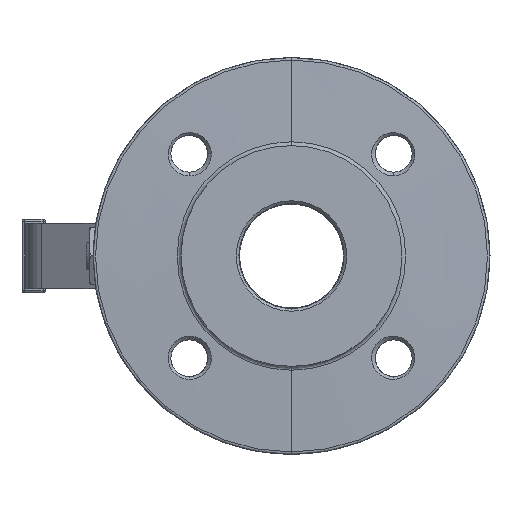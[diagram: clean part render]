
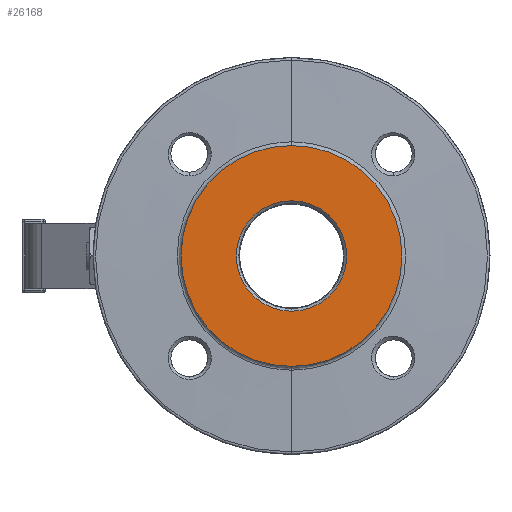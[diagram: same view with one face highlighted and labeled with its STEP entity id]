
A CAD part, left-side view. The second image highlights one B-rep face of the part: STEP entity #26168.
In plain terms, the highlighted planar face has unit normal (-1, 0, 0).
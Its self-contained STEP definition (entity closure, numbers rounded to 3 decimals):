
#26008 = EDGE_CURVE ( 'NONE', #26027, #26024, #32173, .T. ) ;
#26024 = VERTEX_POINT ( 'NONE', #32219 ) ;
#26026 = EDGE_CURVE ( 'NONE', #26024, #26027, #32218, .T. ) ;
#26027 = VERTEX_POINT ( 'NONE', #32213 ) ;
#26150 = ORIENTED_EDGE ( 'NONE', *, *, #26026, .F. ) ;
#26151 = ORIENTED_EDGE ( 'NONE', *, *, #26008, .F. ) ;
#26168 = ADVANCED_FACE ( 'NONE', ( #33958, #33957 ), #33461, .F. ) ;
#26169 = EDGE_LOOP ( 'NONE', ( #26170, #26174 ) ) ;
#26170 = ORIENTED_EDGE ( 'NONE', *, *, #26171, .F. ) ;
#26171 = EDGE_CURVE ( 'NONE', #26172, #26173, #33535, .T. ) ;
#26172 = VERTEX_POINT ( 'NONE', #33530 ) ;
#26173 = VERTEX_POINT ( 'NONE', #33529 ) ;
#26174 = ORIENTED_EDGE ( 'NONE', *, *, #26175, .F. ) ;
#26175 = EDGE_CURVE ( 'NONE', #26173, #26172, #33527, .T. ) ;
#26176 = EDGE_LOOP ( 'NONE', ( #26150, #26151 ) ) ;
#32167 = DIRECTION ( 'NONE',  ( 0., 0., 1. ) ) ;
#32168 = DIRECTION ( 'NONE',  ( 1., 0., 0. ) ) ;
#32170 = CARTESIAN_POINT ( 'NONE',  ( -91., 0., 0. ) ) ;
#32171 = AXIS2_PLACEMENT_3D ( 'NONE', #32170, #32168, #32167 ) ;
#32173 = CIRCLE ( 'NONE', #32171, 42. ) ;
#32213 = CARTESIAN_POINT ( 'NONE',  ( -91., 0., 42. ) ) ;
#32214 = DIRECTION ( 'NONE',  ( 0., 0., 1. ) ) ;
#32215 = DIRECTION ( 'NONE',  ( 1., 0., 0. ) ) ;
#32216 = CARTESIAN_POINT ( 'NONE',  ( -91., 0., 0. ) ) ;
#32217 = AXIS2_PLACEMENT_3D ( 'NONE', #32216, #32215, #32214 ) ;
#32218 = CIRCLE ( 'NONE', #32217, 42. ) ;
#32219 = CARTESIAN_POINT ( 'NONE',  ( -91., 0., -42. ) ) ;
#33461 = PLANE ( 'NONE',  #33465 ) ;
#33463 = DIRECTION ( 'NONE',  ( 1., 0., 0. ) ) ;
#33465 = AXIS2_PLACEMENT_3D ( 'NONE', #33488, #33463, #33539 ) ;
#33488 = CARTESIAN_POINT ( 'NONE',  ( -91., -42.504, 42.504 ) ) ;
#33521 = DIRECTION ( 'NONE',  ( 0., 0., 1. ) ) ;
#33523 = DIRECTION ( 'NONE',  ( -1., 0., 0. ) ) ;
#33525 = CARTESIAN_POINT ( 'NONE',  ( -91., 0., 0. ) ) ;
#33526 = AXIS2_PLACEMENT_3D ( 'NONE', #33525, #33523, #33521 ) ;
#33527 = CIRCLE ( 'NONE', #33526, 21. ) ;
#33529 = CARTESIAN_POINT ( 'NONE',  ( -91., 0., -21. ) ) ;
#33530 = CARTESIAN_POINT ( 'NONE',  ( -91., 0., 21. ) ) ;
#33531 = DIRECTION ( 'NONE',  ( 0., 0., 1. ) ) ;
#33532 = DIRECTION ( 'NONE',  ( -1., 0., 0. ) ) ;
#33533 = CARTESIAN_POINT ( 'NONE',  ( -91., 0., 0. ) ) ;
#33534 = AXIS2_PLACEMENT_3D ( 'NONE', #33533, #33532, #33531 ) ;
#33535 = CIRCLE ( 'NONE', #33534, 21. ) ;
#33539 = DIRECTION ( 'NONE',  ( 0., 0., -1. ) ) ;
#33957 = FACE_OUTER_BOUND ( 'NONE', #26176, .T. ) ;
#33958 = FACE_BOUND ( 'NONE', #26169, .T. ) ;
